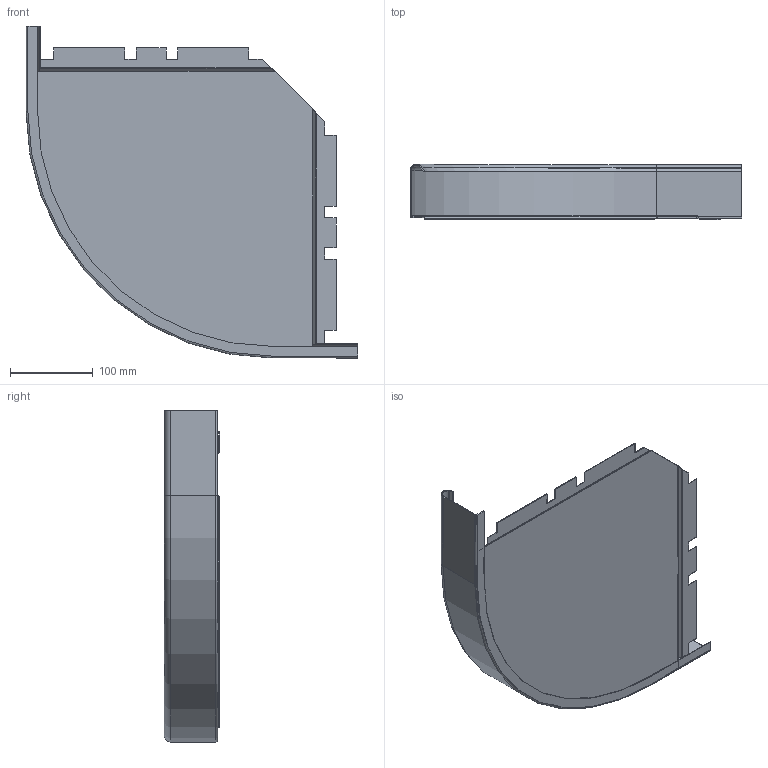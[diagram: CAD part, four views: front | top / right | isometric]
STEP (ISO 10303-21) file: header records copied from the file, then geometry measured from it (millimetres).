
FILE_DESCRIPTION (( 'STEP AP214' ), '1' );
FILE_NAME ('7134138.stp', '2016-11-29T07:39:10', ( '' ), ( '' ), 'SwSTEP 2.0', 'SolidWorks 2016', '' );
FILE_SCHEMA (( 'AUTOMOTIVE_DESIGN' ));
Length unit declared in the file: millimetre
Products named in the file (3): KTS 06.155-023_Aussenhol-NB-300 R 298,5; KTS 06.121-018_Standard; 7134138
Assembly tree (2 placements, depth 2):
  7134138
    KTS 06.121-018_Standard
    KTS 06.155-023_Aussenhol-NB-300 R 298,5
Bounding box: 401.5 x 66.75 x 401.5 mm (x, y, z)
Volume: 190441.7 mm3; surface area: 353237.4 mm2
Topology: 2 solids, 2 shells, 100 faces, 240 edges, 144 vertices
Faces by surface type: plane 69, cylinder 20, bspline 4, torus 4, cone 3
Entity records: 2980 total; most frequent: CARTESIAN_POINT 585, ORIENTED_EDGE 480, DIRECTION 464, EDGE_CURVE 240, LINE 186, VECTOR 186, VERTEX_POINT 144, AXIS2_PLACEMENT_3D 139
